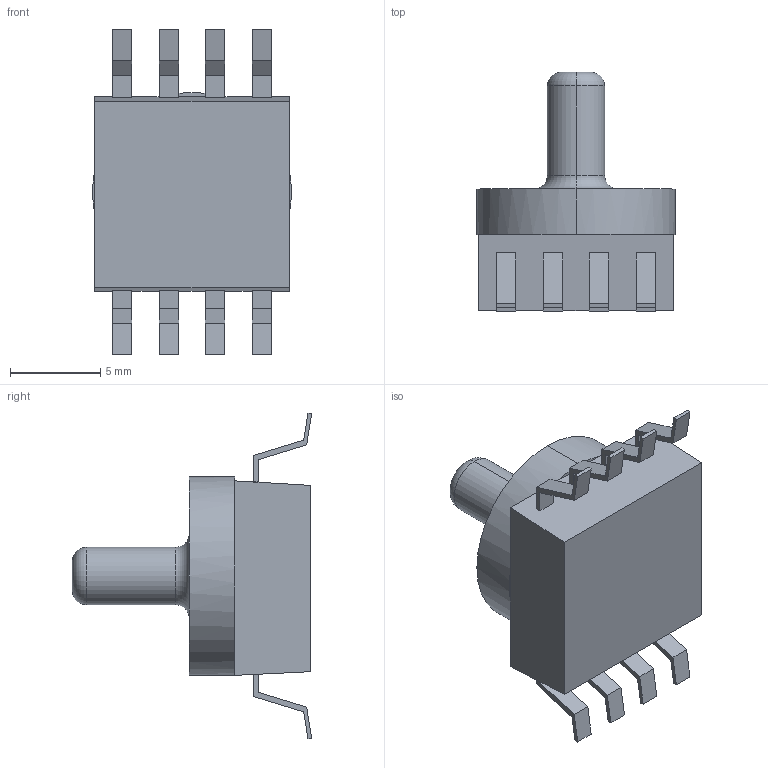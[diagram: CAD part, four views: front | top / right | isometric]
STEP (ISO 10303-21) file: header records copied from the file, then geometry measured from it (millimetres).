
FILE_DESCRIPTION (( 'STEP AP203' ), '1' );
FILE_NAME ('UNIBODY_SMALL-SMT.STEP', '2011-02-20T16:11:59', ( 'no name' ), ( 'no organization' ), 'SwSTEP 2.0', 'SolidWorks 2008', '' );
FILE_SCHEMA (( 'CONFIG_CONTROL_DESIGN' ));
Length unit declared in the file: inch
Products named in the file (1): UNIBODY_SMALL-SMT
Bounding box: 11.03 x 13.27 x 18.07 mm (x, y, z)
Volume: 785.3 mm3; surface area: 679.3 mm2
Topology: 5 solids, 5 shells, 98 faces, 239 edges, 156 vertices
Faces by surface type: plane 90, cylinder 4, torus 4
Entity records: 2898 total; most frequent: CARTESIAN_POINT 500, ORIENTED_EDGE 478, DIRECTION 457, EDGE_CURVE 239, LINE 215, VECTOR 215, VERTEX_POINT 156, AXIS2_PLACEMENT_3D 121
